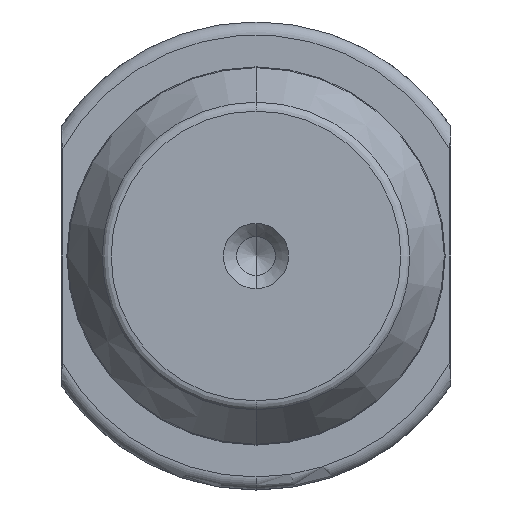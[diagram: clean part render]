
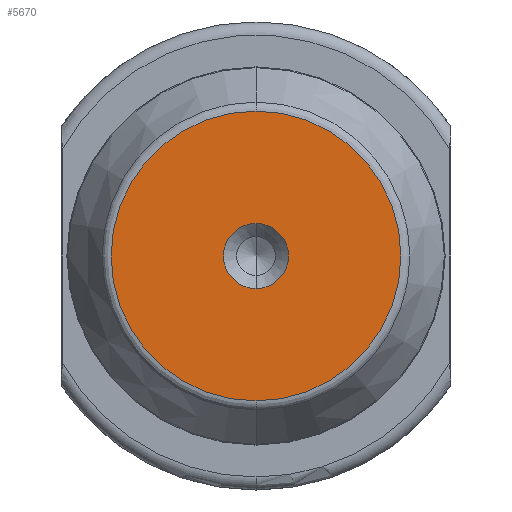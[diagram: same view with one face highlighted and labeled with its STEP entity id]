
A CAD part, left-side view. The second image highlights one B-rep face of the part: STEP entity #5670.
In plain terms, the highlighted planar face has unit normal (-1, 0, 0).
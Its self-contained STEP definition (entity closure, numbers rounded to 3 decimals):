
#238 = ORIENTED_EDGE ( 'NONE', *, *, #1289, .T. ) ;
#326 = AXIS2_PLACEMENT_3D ( 'NONE', #4379, #1583, #4849 ) ;
#606 = VERTEX_POINT ( 'NONE', #1973 ) ;
#627 = DIRECTION ( 'NONE',  ( -1., 0., 0. ) ) ;
#654 = EDGE_CURVE ( 'NONE', #2600, #5668, #4238, .T. ) ;
#806 = CARTESIAN_POINT ( 'NONE',  ( 0., 0., 0. ) ) ;
#1226 = AXIS2_PLACEMENT_3D ( 'NONE', #1443, #4716, #1928 ) ;
#1273 = DIRECTION ( 'NONE',  ( 0., 0., 1. ) ) ;
#1289 = EDGE_CURVE ( 'NONE', #5668, #2600, #2689, .T. ) ;
#1443 = CARTESIAN_POINT ( 'NONE',  ( 0., 0., 0. ) ) ;
#1520 = CIRCLE ( 'NONE', #326, 2.5 ) ;
#1583 = DIRECTION ( 'NONE',  ( -1., 0., 0. ) ) ;
#1859 = PLANE ( 'NONE',  #3893 ) ;
#1928 = DIRECTION ( 'NONE',  ( 0., 0., -1. ) ) ;
#1973 = CARTESIAN_POINT ( 'NONE',  ( 0., 0., 2.5 ) ) ;
#2019 = CARTESIAN_POINT ( 'NONE',  ( 0., 0., -11.144 ) ) ;
#2315 = DIRECTION ( 'NONE',  ( 1., 0., 0. ) ) ;
#2322 = EDGE_CURVE ( 'NONE', #4175, #606, #4071, .T. ) ;
#2501 = ORIENTED_EDGE ( 'NONE', *, *, #2652, .F. ) ;
#2600 = VERTEX_POINT ( 'NONE', #2019 ) ;
#2652 = EDGE_CURVE ( 'NONE', #606, #4175, #1520, .T. ) ;
#2689 = CIRCLE ( 'NONE', #1226, 11.144 ) ;
#3037 = FACE_BOUND ( 'NONE', #4185, .T. ) ;
#3326 = EDGE_LOOP ( 'NONE', ( #5990, #238 ) ) ;
#3425 = CARTESIAN_POINT ( 'NONE',  ( 0., 0., 0. ) ) ;
#3673 = AXIS2_PLACEMENT_3D ( 'NONE', #3425, #627, #3895 ) ;
#3893 = AXIS2_PLACEMENT_3D ( 'NONE', #5104, #2315, #5575 ) ;
#3895 = DIRECTION ( 'NONE',  ( 0., 0., -1. ) ) ;
#4070 = DIRECTION ( 'NONE',  ( -1., 0., 0. ) ) ;
#4071 = CIRCLE ( 'NONE', #5577, 2.5 ) ;
#4175 = VERTEX_POINT ( 'NONE', #5540 ) ;
#4185 = EDGE_LOOP ( 'NONE', ( #2501, #5729 ) ) ;
#4238 = CIRCLE ( 'NONE', #3673, 11.144 ) ;
#4379 = CARTESIAN_POINT ( 'NONE',  ( 0., 0., 0. ) ) ;
#4716 = DIRECTION ( 'NONE',  ( -1., 0., 0. ) ) ;
#4849 = DIRECTION ( 'NONE',  ( 0., 0., 1. ) ) ;
#5090 = FACE_OUTER_BOUND ( 'NONE', #3326, .T. ) ;
#5104 = CARTESIAN_POINT ( 'NONE',  ( 0., 0., -11.606 ) ) ;
#5540 = CARTESIAN_POINT ( 'NONE',  ( 0., 0., -2.5 ) ) ;
#5575 = DIRECTION ( 'NONE',  ( 0., 0., -1. ) ) ;
#5577 = AXIS2_PLACEMENT_3D ( 'NONE', #806, #4070, #1273 ) ;
#5668 = VERTEX_POINT ( 'NONE', #6015 ) ;
#5670 = ADVANCED_FACE ( 'NONE', ( #5090, #3037 ), #1859, .F. ) ;
#5729 = ORIENTED_EDGE ( 'NONE', *, *, #2322, .F. ) ;
#5990 = ORIENTED_EDGE ( 'NONE', *, *, #654, .T. ) ;
#6015 = CARTESIAN_POINT ( 'NONE',  ( 0., 0., 11.144 ) ) ;
